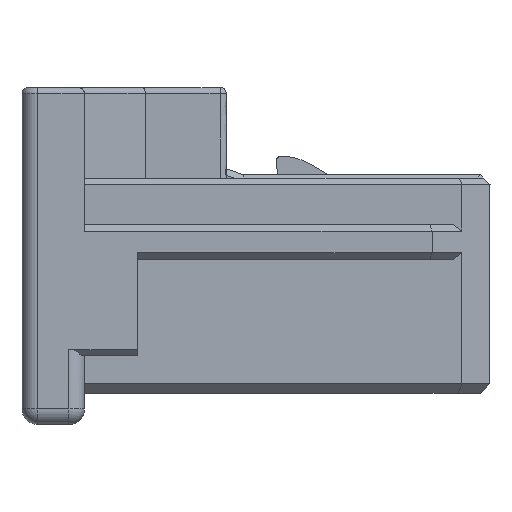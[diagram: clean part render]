
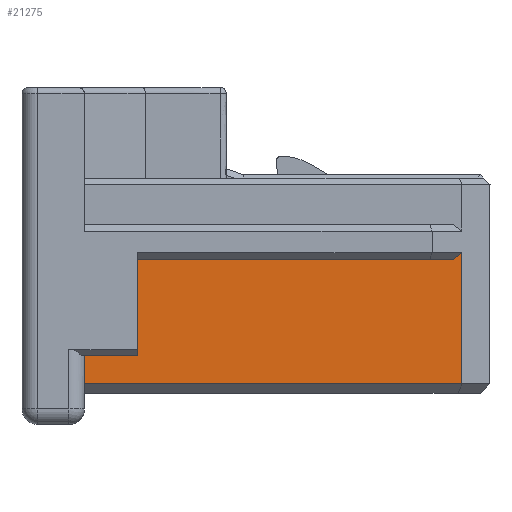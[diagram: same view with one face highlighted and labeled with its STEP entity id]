
A CAD part, left-side view. The second image highlights one B-rep face of the part: STEP entity #21275.
In plain terms, the highlighted planar face has unit normal (-1, 0, 0).
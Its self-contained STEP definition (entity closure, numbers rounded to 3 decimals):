
#21077=CARTESIAN_POINT('',(-11.,-2.,0.3));
#21078=VERTEX_POINT('',#21077);
#21085=CARTESIAN_POINT('',(-11.,-2.,1.2));
#21086=VERTEX_POINT('',#21085);
#21087=CARTESIAN_POINT('',(-11.,-2.,0.3));
#21088=DIRECTION('',(0.,0.,1.));
#21089=VECTOR('',#21088,0.9);
#21090=LINE('',#21087,#21089);
#21091=EDGE_CURVE('',#21078,#21086,#21090,.T.);
#21211=CARTESIAN_POINT('',(-11.,-14.1,0.3));
#21212=VERTEX_POINT('',#21211);
#21219=CARTESIAN_POINT('',(-11.,-14.1,0.3));
#21220=DIRECTION('',(0.,1.,0.));
#21221=VECTOR('',#21220,12.1);
#21222=LINE('',#21219,#21221);
#21223=EDGE_CURVE('',#21212,#21078,#21222,.T.);
#21228=CARTESIAN_POINT('',(-11.,-8.05,2.25));
#21229=DIRECTION('',(0.,1.,0.));
#21230=DIRECTION('',(-1.,0.,0.));
#21231=AXIS2_PLACEMENT_3D('',#21228,#21230,#21229);
#21232=PLANE('',#21231);
#21233=ORIENTED_EDGE('',*,*,#21091,.F.);
#21234=ORIENTED_EDGE('',*,*,#21223,.F.);
#21235=CARTESIAN_POINT('',(-11.,-14.1,4.5));
#21236=VERTEX_POINT('',#21235);
#21237=CARTESIAN_POINT('',(-11.,-14.1,0.3));
#21238=DIRECTION('',(0.,0.,1.));
#21239=VECTOR('',#21238,4.2);
#21240=LINE('',#21237,#21239);
#21241=EDGE_CURVE('',#21212,#21236,#21240,.T.);
#21242=ORIENTED_EDGE('',*,*,#21241,.T.);
#21243=CARTESIAN_POINT('',(-11.,-13.817,4.3));
#21244=VERTEX_POINT('',#21243);
#21245=CARTESIAN_POINT('',(-11.,-14.1,4.5));
#21246=DIRECTION('',(0.,0.816,-0.577));
#21247=VECTOR('',#21246,0.346);
#21248=LINE('',#21245,#21247);
#21249=EDGE_CURVE('',#21236,#21244,#21248,.T.);
#21250=ORIENTED_EDGE('',*,*,#21249,.T.);
#21251=CARTESIAN_POINT('',(-11.,-3.7,4.3));
#21252=VERTEX_POINT('',#21251);
#21253=CARTESIAN_POINT('',(-11.,-13.817,4.3));
#21254=DIRECTION('',(0.,1.,0.));
#21255=VECTOR('',#21254,10.117);
#21256=LINE('',#21253,#21255);
#21257=EDGE_CURVE('',#21244,#21252,#21256,.T.);
#21258=ORIENTED_EDGE('',*,*,#21257,.T.);
#21259=CARTESIAN_POINT('',(-11.,-3.7,1.2));
#21260=VERTEX_POINT('',#21259);
#21261=CARTESIAN_POINT('',(-11.,-3.7,4.3));
#21262=DIRECTION('',(0.,0.,-1.));
#21263=VECTOR('',#21262,3.1);
#21264=LINE('',#21261,#21263);
#21265=EDGE_CURVE('',#21252,#21260,#21264,.T.);
#21266=ORIENTED_EDGE('',*,*,#21265,.T.);
#21267=CARTESIAN_POINT('',(-11.,-3.7,1.2));
#21268=DIRECTION('',(0.,1.,0.));
#21269=VECTOR('',#21268,1.7);
#21270=LINE('',#21267,#21269);
#21271=EDGE_CURVE('',#21260,#21086,#21270,.T.);
#21272=ORIENTED_EDGE('',*,*,#21271,.T.);
#21273=EDGE_LOOP('',(#21233,#21234,#21242,#21250,#21258,#21266,#21272));
#21274=FACE_OUTER_BOUND('',#21273,.T.);
#21275=ADVANCED_FACE('',(#21274),#21232,.T.);
